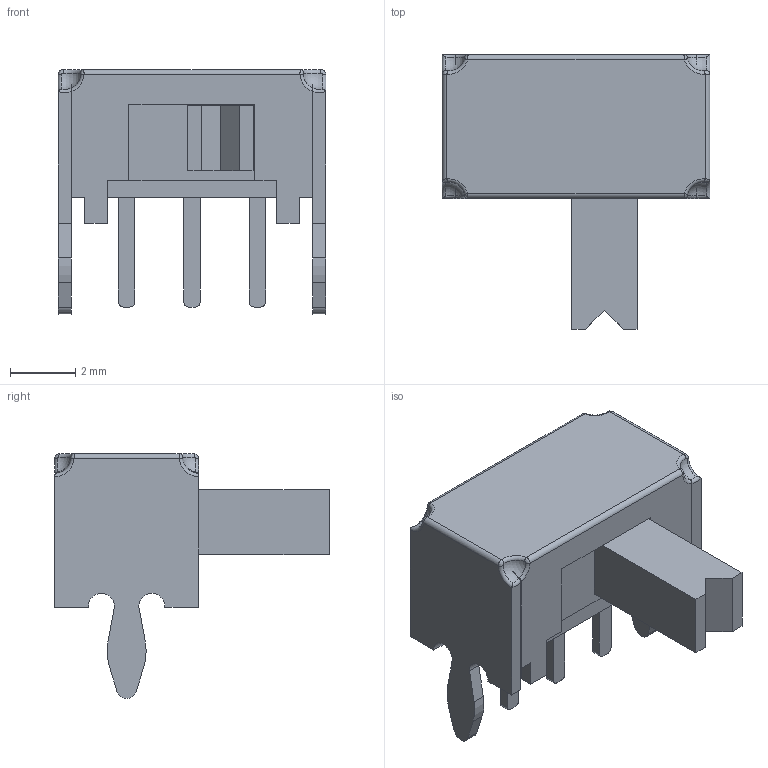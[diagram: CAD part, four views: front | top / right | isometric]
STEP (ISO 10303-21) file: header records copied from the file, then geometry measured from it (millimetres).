
FILE_DESCRIPTION(/* description */ ('Unknown'),/* implementation_level */ '2;1');
FILE_NAME(/* name */ 'OS102011MA1QS1C',/* time_stamp */ '2024-12-12T13:34:16+02:00',/* author */ ('Unknown'),/* organization */ ('Unknown'),/* preprocessor_version */ 'ST-DEVELOPER v19.4',/* originating_system */ 'Solid Edge',/* authorisation */ 'Unknown');
FILE_SCHEMA (('AUTOMOTIVE_DESIGN {1 0 10303 214 3 1 1}'));
Length unit declared in the file: millimetre
Products named in the file (1): OS102011MA1QS1C
Bounding box: 8.2 x 8.4 x 7.49 mm (x, y, z)
Volume: 157.8 mm3; surface area: 317.7 mm2
Topology: 1 solids, 1 shells, 124 faces, 332 edges, 214 vertices
Faces by surface type: plane 76, cylinder 20, torus 16, bspline 8, sphere 4
Entity records: 4833 total; most frequent: CARTESIAN_POINT 843, ORIENTED_EDGE 664, DIRECTION 634, EDGE_CURVE 332, VERTEX_POINT 214, AXIS2_PLACEMENT_3D 213, LINE 208, VECTOR 208
